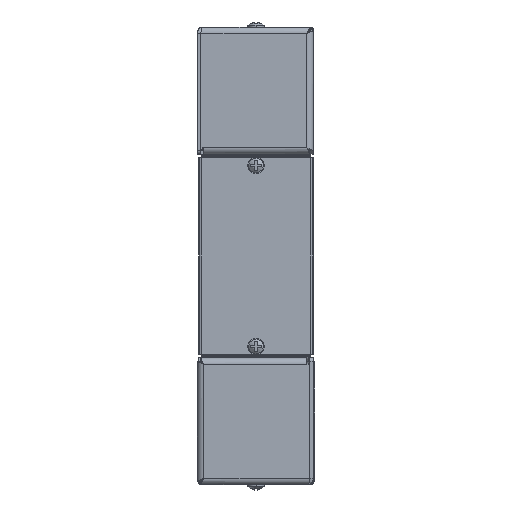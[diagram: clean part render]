
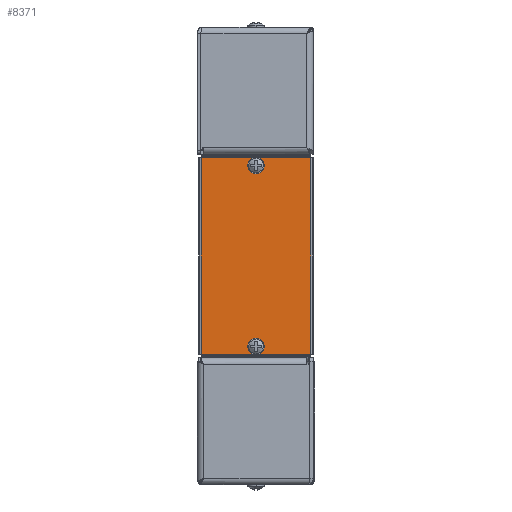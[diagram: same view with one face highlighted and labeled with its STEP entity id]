
A CAD part, left-side view. The second image highlights one B-rep face of the part: STEP entity #8371.
In plain terms, the highlighted face is planar.
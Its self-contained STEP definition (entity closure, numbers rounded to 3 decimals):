
#136 = EDGE_CURVE ( 'NONE', #236, #745, #7174, .T. ) ;
#236 = VERTEX_POINT ( 'NONE', #1334 ) ;
#745 = VERTEX_POINT ( 'NONE', #2186 ) ;
#862 = DIRECTION ( 'NONE',  ( 0., 0., -1. ) ) ;
#1260 = CIRCLE ( 'NONE', #7720, 3.25 ) ;
#1334 = CARTESIAN_POINT ( 'NONE',  ( 0., 96., -1. ) ) ;
#1512 = ORIENTED_EDGE ( 'NONE', *, *, #3316, .F. ) ;
#1547 = ORIENTED_EDGE ( 'NONE', *, *, #8325, .F. ) ;
#1556 = FACE_OUTER_BOUND ( 'NONE', #5457, .T. ) ;
#1690 = CARTESIAN_POINT ( 'NONE',  ( 0., 96., -1. ) ) ;
#1702 = VERTEX_POINT ( 'NONE', #2741 ) ;
#2076 = DIRECTION ( 'NONE',  ( 0., 0., -1. ) ) ;
#2081 = EDGE_CURVE ( 'NONE', #3391, #5601, #2892, .T. ) ;
#2186 = CARTESIAN_POINT ( 'NONE',  ( 0., 0., -1. ) ) ;
#2235 = EDGE_CURVE ( 'NONE', #3967, #6760, #6606, .T. ) ;
#2256 = DIRECTION ( 'NONE',  ( 0., 0., -1. ) ) ;
#2320 = ORIENTED_EDGE ( 'NONE', *, *, #2235, .F. ) ;
#2353 = CARTESIAN_POINT ( 'NONE',  ( 6.9, 48., -1. ) ) ;
#2355 = CARTESIAN_POINT ( 'NONE',  ( 0., 0., -1. ) ) ;
#2399 = DIRECTION ( 'NONE',  ( -1., 0., 0. ) ) ;
#2447 = EDGE_CURVE ( 'NONE', #6028, #236, #4526, .T. ) ;
#2634 = DIRECTION ( 'NONE',  ( -1., 0., 0. ) ) ;
#2738 = DIRECTION ( 'NONE',  ( 0., -1., 0. ) ) ;
#2741 = CARTESIAN_POINT ( 'NONE',  ( 172., 0., -1. ) ) ;
#2892 = CIRCLE ( 'NONE', #4001, 3.25 ) ;
#2930 = EDGE_LOOP ( 'NONE', ( #1547, #4295 ) ) ;
#3031 = CARTESIAN_POINT ( 'NONE',  ( 0., 0., -1. ) ) ;
#3316 = EDGE_CURVE ( 'NONE', #6760, #3967, #1260, .T. ) ;
#3391 = VERTEX_POINT ( 'NONE', #6096 ) ;
#3546 = CIRCLE ( 'NONE', #5754, 3.25 ) ;
#3622 = VECTOR ( 'NONE', #4710, 1000. ) ;
#3731 = DIRECTION ( 'NONE',  ( 1., 0., 0. ) ) ;
#3857 = AXIS2_PLACEMENT_3D ( 'NONE', #2355, #5364, #2399 ) ;
#3967 = VERTEX_POINT ( 'NONE', #7549 ) ;
#4001 = AXIS2_PLACEMENT_3D ( 'NONE', #6381, #9382, #2634 ) ;
#4043 = DIRECTION ( 'NONE',  ( 0., 1., 0. ) ) ;
#4067 = CARTESIAN_POINT ( 'NONE',  ( 172., 96., -1. ) ) ;
#4295 = ORIENTED_EDGE ( 'NONE', *, *, #2081, .F. ) ;
#4491 = EDGE_CURVE ( 'NONE', #745, #1702, #7240, .T. ) ;
#4526 = LINE ( 'NONE', #1690, #3622 ) ;
#4542 = CARTESIAN_POINT ( 'NONE',  ( 3.65, 48., -1. ) ) ;
#4631 = CARTESIAN_POINT ( 'NONE',  ( 172., 0., -1. ) ) ;
#4710 = DIRECTION ( 'NONE',  ( -1., 0., 0. ) ) ;
#4889 = VECTOR ( 'NONE', #3731, 1000. ) ;
#5097 = DIRECTION ( 'NONE',  ( -1., 0., 0. ) ) ;
#5318 = FACE_BOUND ( 'NONE', #6226, .T. ) ;
#5364 = DIRECTION ( 'NONE',  ( 0., 0., -1. ) ) ;
#5457 = EDGE_LOOP ( 'NONE', ( #8211, #8574, #9453, #9742 ) ) ;
#5601 = VERTEX_POINT ( 'NONE', #6258 ) ;
#5754 = AXIS2_PLACEMENT_3D ( 'NONE', #8961, #2256, #9060 ) ;
#5936 = CARTESIAN_POINT ( 'NONE',  ( 0., 0., -1. ) ) ;
#6028 = VERTEX_POINT ( 'NONE', #4067 ) ;
#6096 = CARTESIAN_POINT ( 'NONE',  ( 168.35, 48., -1. ) ) ;
#6226 = EDGE_LOOP ( 'NONE', ( #1512, #2320 ) ) ;
#6258 = CARTESIAN_POINT ( 'NONE',  ( 161.85, 48., -1. ) ) ;
#6280 = VECTOR ( 'NONE', #4043, 1000. ) ;
#6381 = CARTESIAN_POINT ( 'NONE',  ( 165.1, 48., -1. ) ) ;
#6606 = CIRCLE ( 'NONE', #7873, 3.25 ) ;
#6760 = VERTEX_POINT ( 'NONE', #4542 ) ;
#6845 = EDGE_CURVE ( 'NONE', #1702, #6028, #7784, .T. ) ;
#6890 = DIRECTION ( 'NONE',  ( -1., 0., 0. ) ) ;
#7174 = LINE ( 'NONE', #5936, #9080 ) ;
#7240 = LINE ( 'NONE', #3031, #4889 ) ;
#7549 = CARTESIAN_POINT ( 'NONE',  ( 10.15, 48., -1. ) ) ;
#7624 = FACE_BOUND ( 'NONE', #2930, .T. ) ;
#7720 = AXIS2_PLACEMENT_3D ( 'NONE', #2353, #862, #6890 ) ;
#7784 = LINE ( 'NONE', #4631, #6280 ) ;
#7873 = AXIS2_PLACEMENT_3D ( 'NONE', #8841, #2076, #5097 ) ;
#8211 = ORIENTED_EDGE ( 'NONE', *, *, #136, .F. ) ;
#8325 = EDGE_CURVE ( 'NONE', #5601, #3391, #3546, .T. ) ;
#8371 = ADVANCED_FACE ( 'NONE', ( #5318, #7624, #1556 ), #9111, .T. ) ;
#8574 = ORIENTED_EDGE ( 'NONE', *, *, #2447, .F. ) ;
#8841 = CARTESIAN_POINT ( 'NONE',  ( 6.9, 48., -1. ) ) ;
#8961 = CARTESIAN_POINT ( 'NONE',  ( 165.1, 48., -1. ) ) ;
#9060 = DIRECTION ( 'NONE',  ( -1., 0., 0. ) ) ;
#9080 = VECTOR ( 'NONE', #2738, 1000. ) ;
#9111 = PLANE ( 'NONE',  #3857 ) ;
#9382 = DIRECTION ( 'NONE',  ( 0., 0., -1. ) ) ;
#9453 = ORIENTED_EDGE ( 'NONE', *, *, #6845, .F. ) ;
#9742 = ORIENTED_EDGE ( 'NONE', *, *, #4491, .F. ) ;
